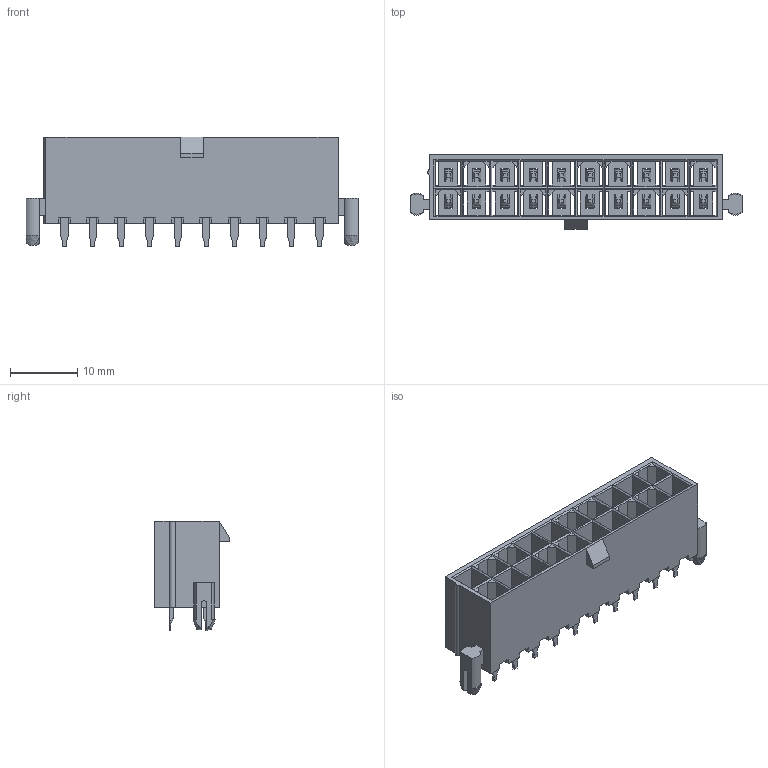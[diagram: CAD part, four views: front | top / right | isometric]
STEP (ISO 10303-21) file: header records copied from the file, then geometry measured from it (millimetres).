
FILE_DESCRIPTION(/* description */ ('Unknown'),/* implementation_level */ '2;1');
FILE_NAME(/* name */ '649020221732',/* time_stamp */ '2019-08-14T09:14:59+02:00',/* author */ ('Unknown'),/* organization */ ('Unknown'),/* preprocessor_version */ 'ST-DEVELOPER v16.7',/* originating_system */ 'DEX',/* authorisation */ $);
FILE_SCHEMA (('AUTOMOTIVE_DESIGN {1 0 10303 214 3 1 1}'));
Length unit declared in the file: millimetre
Products named in the file (3): 6490xx221732; 649020221732; 6490xx221732_PIN
Assembly tree (21 placements, depth 2):
  6490xx221732
    649020221732
    6490xx221732_PIN  x20
Bounding box: 49.2 x 11.1 x 16.3 mm (x, y, z)
Volume: 2457.5 mm3; surface area: 7749.7 mm2
Topology: 21 solids, 21 shells, 2455 faces, 7137 edges, 4647 vertices
Faces by surface type: plane 1868, cylinder 579, bspline 8
Entity records: 25027 total; most frequent: CARTESIAN_POINT 4653, ORIENTED_EDGE 4470, DIRECTION 3835, EDGE_CURVE 2235, LINE 2109, VECTOR 2109, VERTEX_POINT 1417, AXIS2_PLACEMENT_3D 863
